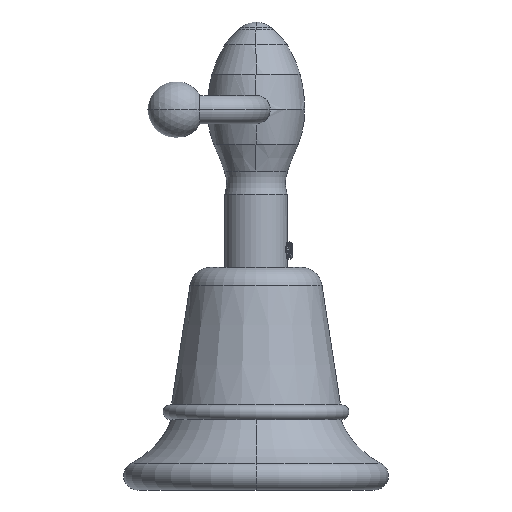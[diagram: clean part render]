
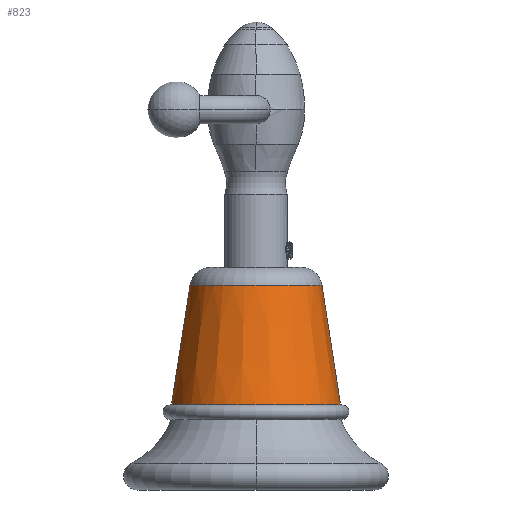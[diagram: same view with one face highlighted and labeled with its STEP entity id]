
A CAD part, left-side view. The second image highlights one B-rep face of the part: STEP entity #823.
In plain terms, the highlighted conical face has half-angle 8.794 degrees and reference radius 16.965 mm.
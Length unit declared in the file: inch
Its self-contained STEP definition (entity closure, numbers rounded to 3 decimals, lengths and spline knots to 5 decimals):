
#250=DIRECTION('',(0.,-0.153,0.988));
#251=VECTOR('',#250,1.07413);
#252=CARTESIAN_POINT('',(0.,0.75,0.75424));
#253=LINE('',#252,#251);
#254=DIRECTION('',(0.,0.153,0.988));
#255=VECTOR('',#254,1.07413);
#256=CARTESIAN_POINT('',(0.,-0.75,0.75424));
#257=LINE('',#256,#255);
#258=CARTESIAN_POINT('',(0.,0.,0.75424));
#259=DIRECTION('',(0.,0.,1.));
#260=DIRECTION('',(0.,1.,0.));
#261=AXIS2_PLACEMENT_3D('',#258,#259,#260);
#273=CARTESIAN_POINT('',(0.,0.,1.81574));
#274=DIRECTION('',(0.,0.,1.));
#275=DIRECTION('',(0.,1.,0.));
#276=AXIS2_PLACEMENT_3D('',#273,#274,#275);
#615=CARTESIAN_POINT('',(0.,0.75,0.75424));
#617=VERTEX_POINT('',#615);
#618=CARTESIAN_POINT('',(0.,0.58579,1.81574));
#619=VERTEX_POINT('',#618);
#623=CARTESIAN_POINT('',(0.,-0.75,0.75424));
#625=VERTEX_POINT('',#623);
#626=CARTESIAN_POINT('',(0.,-0.58579,1.81574));
#627=VERTEX_POINT('',#626);
#811=CARTESIAN_POINT('',(0.,0.,1.28499));
#812=DIRECTION('',(0.,0.,-1.));
#813=DIRECTION('',(0.,-1.,0.));
#814=AXIS2_PLACEMENT_3D('',#811,#812,#813);
#815=CONICAL_SURFACE('',#814,0.6679,8.794);
#816=ORIENTED_EDGE('',*,*,#730,.T.);
#818=ORIENTED_EDGE('',*,*,#817,.T.);
#819=ORIENTED_EDGE('',*,*,#733,.F.);
#820=ORIENTED_EDGE('',*,*,#804,.F.);
#821=EDGE_LOOP('',(#816,#818,#819,#820));
#822=FACE_OUTER_BOUND('',#821,.F.);
#823=ADVANCED_FACE('',(#822),#815,.T.);
#262=CIRCLE('',#261,0.75);
#277=CIRCLE('',#276,0.58579);
#730=EDGE_CURVE('',#617,#619,#253,.T.);
#733=EDGE_CURVE('',#625,#627,#257,.T.);
#804=EDGE_CURVE('',#617,#625,#262,.T.);
#817=EDGE_CURVE('',#619,#627,#277,.T.);
